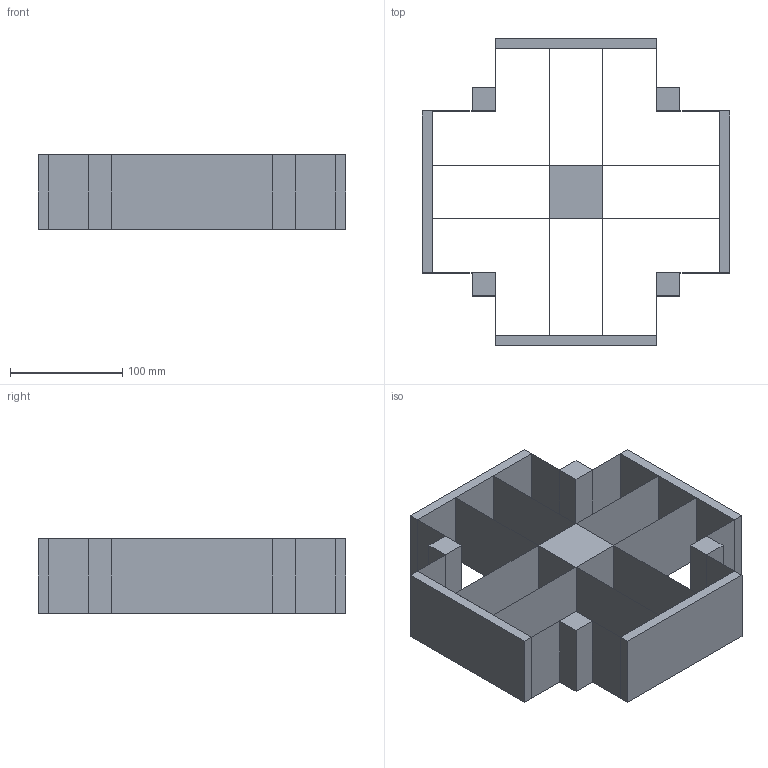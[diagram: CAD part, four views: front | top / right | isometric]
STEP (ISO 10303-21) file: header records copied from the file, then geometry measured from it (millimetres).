
FILE_DESCRIPTION(/* description */ (''),/* implementation_level */ '2;1');
FILE_NAME(/* name */ 'test siril xy flex + ranege.step',/* time_stamp */ '2024-05-04T12:42:37+10:00',/* author */ (''),/* organization */ (''),/* preprocessor_version */ 'ST-DEVELOPER v20',/* originating_system */ 'Autodesk Translation Framework v12.20.1.177',/* authorisation */ '');
FILE_SCHEMA (('AUTOMOTIVE_DESIGN { 1 0 10303 214 3 1 1 }'));
Length unit declared in the file: millimetre
Products named in the file (1): test siril xy flex + ranege
Bounding box: 273.75 x 273.75 x 66.61 mm (x, y, z)
Volume: 605164.1 mm3; surface area: 270451.4 mm2
Topology: 9 solids, 17 shells, 86 faces, 210 edges, 148 vertices
Faces by surface type: plane 86
Entity records: 2467 total; most frequent: CARTESIAN_POINT 445, DIRECTION 384, ORIENTED_EDGE 344, LINE 210, VECTOR 210, EDGE_CURVE 210, VERTEX_POINT 148, AXIS2_PLACEMENT_3D 87
